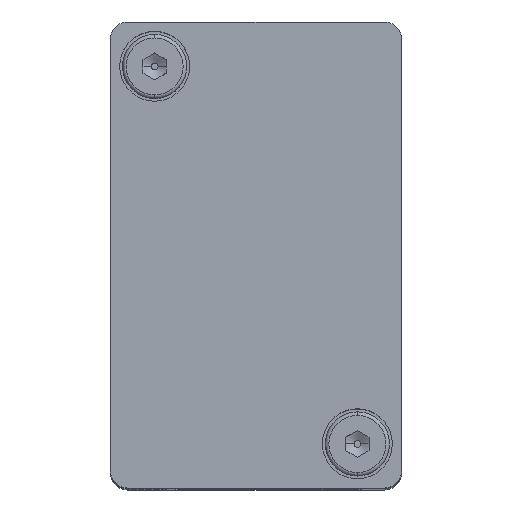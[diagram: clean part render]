
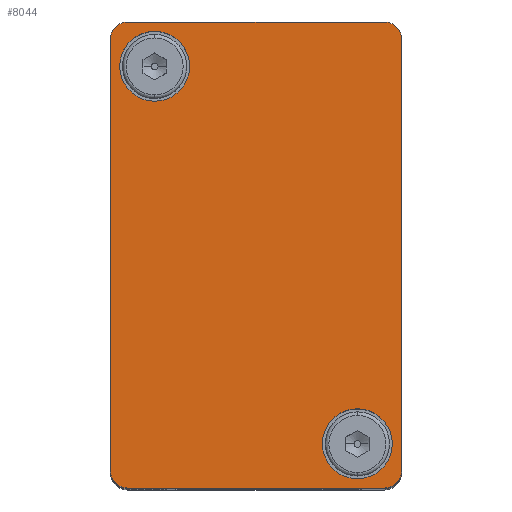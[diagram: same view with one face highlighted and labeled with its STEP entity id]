
A CAD part, top view. The second image highlights one B-rep face of the part: STEP entity #8044.
In plain terms, the highlighted face is planar.
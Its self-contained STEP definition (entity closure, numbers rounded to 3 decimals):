
#1972=CARTESIAN_POINT('',(7.2,14.75,15.2));
#1973=VERTEX_POINT('',#1972);
#1989=CARTESIAN_POINT('',(7.2,14.75,9.2));
#1990=VERTEX_POINT('',#1989);
#1997=CARTESIAN_POINT('',(7.2,14.75,12.2));
#1998=DIRECTION('',(0.0,-1.0,0.0));
#1999=DIRECTION('',(0.0,0.0,1.0));
#2000=AXIS2_PLACEMENT_3D('',#1997,#1998,#1999);
#2001=CIRCLE('',#2000,3.0);
#2002=EDGE_CURVE('',#1973,#1990,#2001,.T.);
#2014=CARTESIAN_POINT('',(-10.2,14.75,-17.2));
#2015=VERTEX_POINT('',#2014);
#2031=CARTESIAN_POINT('',(-10.2,14.75,-23.2));
#2032=VERTEX_POINT('',#2031);
#2039=CARTESIAN_POINT('',(-10.2,14.75,-20.2));
#2040=DIRECTION('',(0.0,-1.0,0.0));
#2041=DIRECTION('',(0.0,0.0,1.0));
#2042=AXIS2_PLACEMENT_3D('',#2039,#2040,#2041);
#2043=CIRCLE('',#2042,3.0);
#2044=EDGE_CURVE('',#2015,#2032,#2043,.T.);
#2056=CARTESIAN_POINT('',(-13.561,14.75,15.561));
#2057=VERTEX_POINT('',#2056);
#2073=CARTESIAN_POINT('',(-12.5,14.75,16.));
#2074=VERTEX_POINT('',#2073);
#2081=CARTESIAN_POINT('',(-12.5,14.75,14.5));
#2082=DIRECTION('',(0.0,-1.,0.0));
#2083=DIRECTION('',(-0.707,0.0,0.707));
#2084=AXIS2_PLACEMENT_3D('',#2081,#2082,#2083);
#2085=CIRCLE('',#2084,1.5);
#2086=EDGE_CURVE('',#2074,#2057,#2085,.T.);
#2098=CARTESIAN_POINT('',(-13.561,14.75,-23.561));
#2099=VERTEX_POINT('',#2098);
#2115=CARTESIAN_POINT('',(-14.0,14.75,-22.5));
#2116=VERTEX_POINT('',#2115);
#2123=CARTESIAN_POINT('',(-12.5,14.75,-22.5));
#2124=DIRECTION('',(0.0,-1.,0.0));
#2125=DIRECTION('',(-0.707,0.0,-0.707));
#2126=AXIS2_PLACEMENT_3D('',#2123,#2124,#2125);
#2127=CIRCLE('',#2126,1.5);
#2128=EDGE_CURVE('',#2116,#2099,#2127,.T.);
#2140=CARTESIAN_POINT('',(10.561,14.75,-23.561));
#2141=VERTEX_POINT('',#2140);
#2157=CARTESIAN_POINT('',(9.5,14.75,-24.0));
#2158=VERTEX_POINT('',#2157);
#2165=CARTESIAN_POINT('',(9.5,14.75,-22.5));
#2166=DIRECTION('',(0.0,-1.,0.0));
#2167=DIRECTION('',(0.707,0.0,-0.707));
#2168=AXIS2_PLACEMENT_3D('',#2165,#2166,#2167);
#2169=CIRCLE('',#2168,1.5);
#2170=EDGE_CURVE('',#2158,#2141,#2169,.T.);
#2182=CARTESIAN_POINT('',(10.561,14.75,15.561));
#2183=VERTEX_POINT('',#2182);
#2199=CARTESIAN_POINT('',(11.0,14.75,14.5));
#2200=VERTEX_POINT('',#2199);
#2207=CARTESIAN_POINT('',(9.5,14.75,14.5));
#2208=DIRECTION('',(0.0,-1.,0.0));
#2209=DIRECTION('',(0.707,0.0,0.707));
#2210=AXIS2_PLACEMENT_3D('',#2207,#2208,#2209);
#2211=CIRCLE('',#2210,1.5);
#2212=EDGE_CURVE('',#2200,#2183,#2211,.T.);
#7911=CARTESIAN_POINT('',(9.5,14.75,16.));
#7912=VERTEX_POINT('',#7911);
#7913=CARTESIAN_POINT('',(9.5,14.75,14.5));
#7914=DIRECTION('',(0.0,-1.,0.0));
#7915=DIRECTION('',(0.707,0.0,0.707));
#7916=AXIS2_PLACEMENT_3D('',#7913,#7914,#7915);
#7917=CIRCLE('',#7916,1.5);
#7918=EDGE_CURVE('',#2183,#7912,#7917,.T.);
#7944=CARTESIAN_POINT('',(9.5,14.75,16.));
#7945=DIRECTION('',(-1.0,0.0,0.0));
#7946=VECTOR('',#7945,22.0);
#7947=LINE('',#7944,#7946);
#7948=EDGE_CURVE('',#7912,#2074,#7947,.T.);
#7966=CARTESIAN_POINT('',(0.,14.75,0.));
#7967=DIRECTION('',(0.0,1.0,0.0));
#7968=DIRECTION('',(0.0,0.0,1.0));
#7969=AXIS2_PLACEMENT_3D('',#7966,#7967,#7968);
#7970=PLANE('',#7969);
#7971=ORIENTED_EDGE('',*,*,#2212,.F.);
#7972=CARTESIAN_POINT('',(11.0,14.75,-22.5));
#7973=VERTEX_POINT('',#7972);
#7974=CARTESIAN_POINT('',(11.0,14.75,-22.5));
#7975=DIRECTION('',(0.0,0.0,1.0));
#7976=VECTOR('',#7975,37.0);
#7977=LINE('',#7974,#7976);
#7978=EDGE_CURVE('',#7973,#2200,#7977,.T.);
#7979=ORIENTED_EDGE('',*,*,#7978,.F.);
#7980=CARTESIAN_POINT('',(9.5,14.75,-22.5));
#7981=DIRECTION('',(0.0,-1.,0.0));
#7982=DIRECTION('',(0.707,0.0,-0.707));
#7983=AXIS2_PLACEMENT_3D('',#7980,#7981,#7982);
#7984=CIRCLE('',#7983,1.5);
#7985=EDGE_CURVE('',#2141,#7973,#7984,.T.);
#7986=ORIENTED_EDGE('',*,*,#7985,.F.);
#7987=ORIENTED_EDGE('',*,*,#2170,.F.);
#7988=CARTESIAN_POINT('',(-12.5,14.75,-24.0));
#7989=VERTEX_POINT('',#7988);
#7990=CARTESIAN_POINT('',(-12.5,14.75,-24.0));
#7991=DIRECTION('',(1.0,0.0,0.0));
#7992=VECTOR('',#7991,22.0);
#7993=LINE('',#7990,#7992);
#7994=EDGE_CURVE('',#7989,#2158,#7993,.T.);
#7995=ORIENTED_EDGE('',*,*,#7994,.F.);
#7996=CARTESIAN_POINT('',(-12.5,14.75,-22.5));
#7997=DIRECTION('',(0.0,-1.,0.0));
#7998=DIRECTION('',(-0.707,0.0,-0.707));
#7999=AXIS2_PLACEMENT_3D('',#7996,#7997,#7998);
#8000=CIRCLE('',#7999,1.5);
#8001=EDGE_CURVE('',#2099,#7989,#8000,.T.);
#8002=ORIENTED_EDGE('',*,*,#8001,.F.);
#8003=ORIENTED_EDGE('',*,*,#2128,.F.);
#8004=CARTESIAN_POINT('',(-14.0,14.75,14.5));
#8005=VERTEX_POINT('',#8004);
#8006=CARTESIAN_POINT('',(-14.0,14.75,14.5));
#8007=DIRECTION('',(0.0,0.0,-1.0));
#8008=VECTOR('',#8007,37.0);
#8009=LINE('',#8006,#8008);
#8010=EDGE_CURVE('',#8005,#2116,#8009,.T.);
#8011=ORIENTED_EDGE('',*,*,#8010,.F.);
#8012=CARTESIAN_POINT('',(-12.5,14.75,14.5));
#8013=DIRECTION('',(0.0,-1.,0.0));
#8014=DIRECTION('',(-0.707,0.0,0.707));
#8015=AXIS2_PLACEMENT_3D('',#8012,#8013,#8014);
#8016=CIRCLE('',#8015,1.5);
#8017=EDGE_CURVE('',#2057,#8005,#8016,.T.);
#8018=ORIENTED_EDGE('',*,*,#8017,.F.);
#8019=ORIENTED_EDGE('',*,*,#2086,.F.);
#8020=ORIENTED_EDGE('',*,*,#7948,.F.);
#8021=ORIENTED_EDGE('',*,*,#7918,.F.);
#8022=EDGE_LOOP('',(#7971,#7979,#7986,#7987,#7995,#8002,#8003,#8011,#8018,#8019,#8020,#8021));
#8023=FACE_OUTER_BOUND('',#8022,.T.);
#8024=ORIENTED_EDGE('',*,*,#2044,.T.);
#8025=CARTESIAN_POINT('',(-10.2,14.75,-20.2));
#8026=DIRECTION('',(0.0,-1.0,0.0));
#8027=DIRECTION('',(0.0,0.0,1.0));
#8028=AXIS2_PLACEMENT_3D('',#8025,#8026,#8027);
#8029=CIRCLE('',#8028,3.0);
#8030=EDGE_CURVE('',#2032,#2015,#8029,.T.);
#8031=ORIENTED_EDGE('',*,*,#8030,.T.);
#8032=EDGE_LOOP('',(#8024,#8031));
#8033=FACE_BOUND('',#8032,.T.);
#8034=ORIENTED_EDGE('',*,*,#2002,.T.);
#8035=CARTESIAN_POINT('',(7.2,14.75,12.2));
#8036=DIRECTION('',(0.0,-1.0,0.0));
#8037=DIRECTION('',(0.0,0.0,1.0));
#8038=AXIS2_PLACEMENT_3D('',#8035,#8036,#8037);
#8039=CIRCLE('',#8038,3.0);
#8040=EDGE_CURVE('',#1990,#1973,#8039,.T.);
#8041=ORIENTED_EDGE('',*,*,#8040,.T.);
#8042=EDGE_LOOP('',(#8034,#8041));
#8043=FACE_BOUND('',#8042,.T.);
#8044=ADVANCED_FACE('',(#8023,#8033,#8043),#7970,.T.);
